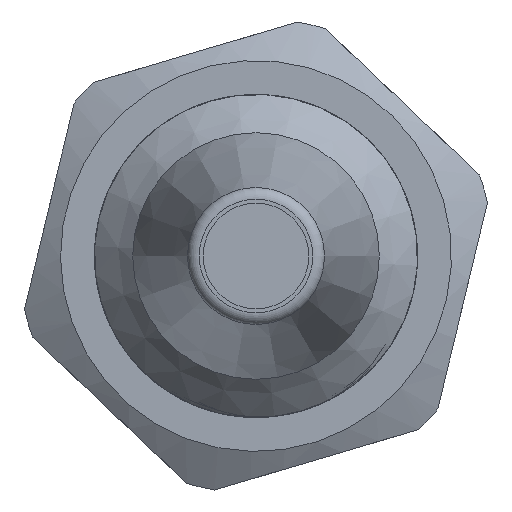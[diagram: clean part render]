
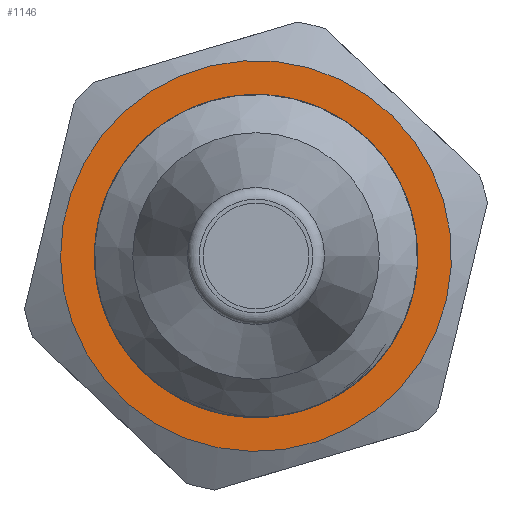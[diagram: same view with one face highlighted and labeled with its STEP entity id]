
A CAD part, left-side view. The second image highlights one B-rep face of the part: STEP entity #1146.
In plain terms, the highlighted face is planar.
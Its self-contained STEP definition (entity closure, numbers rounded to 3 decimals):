
#1103=CARTESIAN_POINT('',(3.302,2.92,0.));
#1104=VERTEX_POINT('',#1103);
#1105=CARTESIAN_POINT('',(3.302,0.,0.0));
#1106=DIRECTION('',(-1.0,0.0,0.0));
#1107=DIRECTION('',(0.0,-1.0,0.0));
#1108=AXIS2_PLACEMENT_3D('',#1105,#1106,#1107);
#1109=CIRCLE('',#1108,2.92);
#1110=EDGE_CURVE('',#1104,#1104,#1109,.T.);
#1127=CARTESIAN_POINT('',(3.302,2.982,0.0));
#1128=DIRECTION('',(1.0,0.0,0.0));
#1129=DIRECTION('',(0.0,0.0,-1.0));
#1130=AXIS2_PLACEMENT_3D('',#1127,#1128,#1129);
#1131=PLANE('',#1130);
#1132=ORIENTED_EDGE('',*,*,#1110,.F.);
#1133=EDGE_LOOP('',(#1132));
#1134=FACE_OUTER_BOUND('',#1133,.T.);
#1135=CARTESIAN_POINT('',(3.302,2.413,0.0));
#1136=VERTEX_POINT('',#1135);
#1137=CARTESIAN_POINT('',(3.302,0.,0.0));
#1138=DIRECTION('',(1.0,0.0,0.0));
#1139=DIRECTION('',(0.0,1.0,0.0));
#1140=AXIS2_PLACEMENT_3D('',#1137,#1138,#1139);
#1141=CIRCLE('',#1140,2.413);
#1142=EDGE_CURVE('',#1136,#1136,#1141,.T.);
#1143=ORIENTED_EDGE('',*,*,#1142,.F.);
#1144=EDGE_LOOP('',(#1143));
#1145=FACE_BOUND('',#1144,.T.);
#1146=ADVANCED_FACE('',(#1134,#1145),#1131,.T.);
